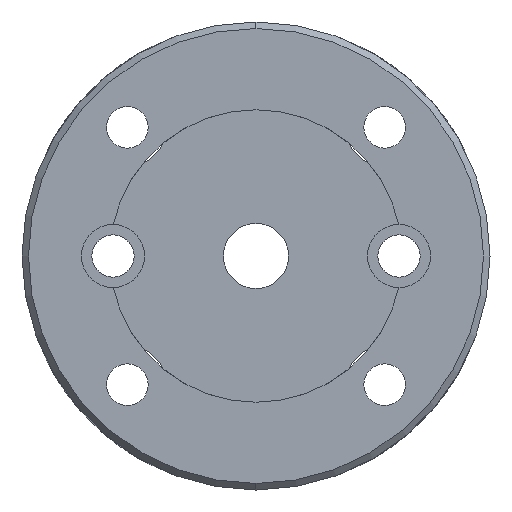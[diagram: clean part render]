
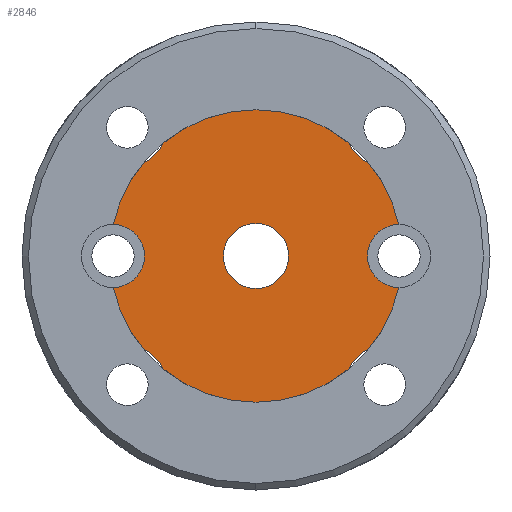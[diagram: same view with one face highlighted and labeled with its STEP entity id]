
A CAD part, left-side view. The second image highlights one B-rep face of the part: STEP entity #2846.
In plain terms, the highlighted planar face has unit normal (-1, 0, 0).
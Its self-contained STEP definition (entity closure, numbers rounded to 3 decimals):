
#16 = CIRCLE ( 'NONE', #3134, 11.25 ) ;
#82 = CARTESIAN_POINT ( 'NONE',  ( -6.3, -10.986, -2.425 ) ) ;
#163 = ORIENTED_EDGE ( 'NONE', *, *, #2803, .F. ) ;
#180 = CIRCLE ( 'NONE', #1376, 2.425 ) ;
#216 = ORIENTED_EDGE ( 'NONE', *, *, #2123, .T. ) ;
#317 = VERTEX_POINT ( 'NONE', #2285 ) ;
#368 = CIRCLE ( 'NONE', #559, 3. ) ;
#372 = CARTESIAN_POINT ( 'NONE',  ( -6.3, 11., 0. ) ) ;
#403 = CARTESIAN_POINT ( 'NONE',  ( -6.3, -8.678, -7.16 ) ) ;
#419 = CARTESIAN_POINT ( 'NONE',  ( -6.3, -10.986, 2.425 ) ) ;
#446 = CARTESIAN_POINT ( 'NONE',  ( -6.3, 0., 11.25 ) ) ;
#460 = CIRCLE ( 'NONE', #3292, 11.25 ) ;
#487 = CARTESIAN_POINT ( 'NONE',  ( -6.3, -7.16, -8.678 ) ) ;
#514 = ORIENTED_EDGE ( 'NONE', *, *, #970, .T. ) ;
#536 = AXIS2_PLACEMENT_3D ( 'NONE', #1021, #3004, #1313 ) ;
#559 = AXIS2_PLACEMENT_3D ( 'NONE', #2065, #2083, #2087 ) ;
#589 = EDGE_CURVE ( 'NONE', #1093, #3444, #1931, .T. ) ;
#658 = DIRECTION ( 'NONE',  ( 0., 0., -1. ) ) ;
#667 = FACE_OUTER_BOUND ( 'NONE', #1003, .T. ) ;
#694 = ORIENTED_EDGE ( 'NONE', *, *, #589, .T. ) ;
#703 = VERTEX_POINT ( 'NONE', #403 ) ;
#775 = VERTEX_POINT ( 'NONE', #3273 ) ;
#790 = EDGE_LOOP ( 'NONE', ( #2632, #163 ) ) ;
#825 = CARTESIAN_POINT ( 'NONE',  ( -6.3, 0., 0. ) ) ;
#829 = ORIENTED_EDGE ( 'NONE', *, *, #1044, .T. ) ;
#832 = AXIS2_PLACEMENT_3D ( 'NONE', #2722, #1015, #2994 ) ;
#834 = DIRECTION ( 'NONE',  ( -1., 0., 0. ) ) ;
#839 = DIRECTION ( 'NONE',  ( 0., 0., 1. ) ) ;
#929 = CARTESIAN_POINT ( 'NONE',  ( -6.3, 0., 0. ) ) ;
#932 = DIRECTION ( 'NONE',  ( -1., 0., 0. ) ) ;
#947 = DIRECTION ( 'NONE',  ( 0., 0., 1. ) ) ;
#970 = EDGE_CURVE ( 'NONE', #775, #2166, #1973, .T. ) ;
#977 = ORIENTED_EDGE ( 'NONE', *, *, #2119, .T. ) ;
#1003 = EDGE_LOOP ( 'NONE', ( #977, #694, #1733, #1645, #829, #1090, #3269, #216, #3526, #3194, #514, #2328, #2878 ) ) ;
#1015 = DIRECTION ( 'NONE',  ( -1., 0., 0. ) ) ;
#1021 = CARTESIAN_POINT ( 'NONE',  ( -6.3, -9.899, -9.899 ) ) ;
#1044 = EDGE_CURVE ( 'NONE', #3614, #3467, #460, .T. ) ;
#1069 = CARTESIAN_POINT ( 'NONE',  ( -6.3, 0., -2.5 ) ) ;
#1090 = ORIENTED_EDGE ( 'NONE', *, *, #1314, .T. ) ;
#1093 = VERTEX_POINT ( 'NONE', #82 ) ;
#1156 = CARTESIAN_POINT ( 'NONE',  ( -6.3, 9.899, -9.899 ) ) ;
#1164 = CARTESIAN_POINT ( 'NONE',  ( -6.3, 10.986, -2.425 ) ) ;
#1313 = DIRECTION ( 'NONE',  ( 0., 0., -1. ) ) ;
#1314 = EDGE_CURVE ( 'NONE', #3467, #2173, #16, .T. ) ;
#1333 = AXIS2_PLACEMENT_3D ( 'NONE', #2196, #2298, #2325 ) ;
#1339 = PLANE ( 'NONE',  #2376 ) ;
#1349 = DIRECTION ( 'NONE',  ( -1., 0., 0. ) ) ;
#1351 = AXIS2_PLACEMENT_3D ( 'NONE', #825, #834, #839 ) ;
#1376 = AXIS2_PLACEMENT_3D ( 'NONE', #372, #2374, #658 ) ;
#1429 = EDGE_CURVE ( 'NONE', #3571, #3612, #2430, .T. ) ;
#1443 = DIRECTION ( 'NONE',  ( 0., 0., -1. ) ) ;
#1444 = EDGE_CURVE ( 'NONE', #3230, #775, #1490, .T. ) ;
#1490 = CIRCLE ( 'NONE', #1741, 11.25 ) ;
#1494 = CARTESIAN_POINT ( 'NONE',  ( -6.3, 0., 0. ) ) ;
#1507 = DIRECTION ( 'NONE',  ( -1., 0., 0. ) ) ;
#1511 = DIRECTION ( 'NONE',  ( 0., 0., 1. ) ) ;
#1553 = EDGE_CURVE ( 'NONE', #2166, #2497, #2818, .T. ) ;
#1573 = CIRCLE ( 'NONE', #2602, 11.25 ) ;
#1625 = DIRECTION ( 'NONE',  ( 1., 0., 0. ) ) ;
#1636 = CARTESIAN_POINT ( 'NONE',  ( -6.3, -7.16, 8.678 ) ) ;
#1645 = ORIENTED_EDGE ( 'NONE', *, *, #1660, .T. ) ;
#1660 = EDGE_CURVE ( 'NONE', #3532, #3614, #368, .T. ) ;
#1733 = ORIENTED_EDGE ( 'NONE', *, *, #2471, .T. ) ;
#1741 = AXIS2_PLACEMENT_3D ( 'NONE', #929, #932, #947 ) ;
#1886 = CARTESIAN_POINT ( 'NONE',  ( -6.3, 0., 2.5 ) ) ;
#1889 = CARTESIAN_POINT ( 'NONE',  ( -6.3, 0., -2.5 ) ) ;
#1899 = VERTEX_POINT ( 'NONE', #3218 ) ;
#1931 = CIRCLE ( 'NONE', #2988, 2.425 ) ;
#1973 = CIRCLE ( 'NONE', #2915, 3. ) ;
#2022 = EDGE_CURVE ( 'NONE', #2173, #317, #2375, .T. ) ;
#2063 = DIRECTION ( 'NONE',  ( 1., 0., 0. ) ) ;
#2065 = CARTESIAN_POINT ( 'NONE',  ( -6.3, -9.899, 9.899 ) ) ;
#2083 = DIRECTION ( 'NONE',  ( 1., 0., 0. ) ) ;
#2087 = DIRECTION ( 'NONE',  ( 0., 0., -1. ) ) ;
#2104 = FACE_BOUND ( 'NONE', #790, .T. ) ;
#2119 = EDGE_CURVE ( 'NONE', #703, #1093, #2288, .T. ) ;
#2123 = EDGE_CURVE ( 'NONE', #317, #1899, #3211, .T. ) ;
#2152 = DIRECTION ( 'NONE',  ( -1., 0., 0. ) ) ;
#2166 = VERTEX_POINT ( 'NONE', #2897 ) ;
#2170 = CARTESIAN_POINT ( 'NONE',  ( -6.3, -8.678, 7.16 ) ) ;
#2173 = VERTEX_POINT ( 'NONE', #2893 ) ;
#2189 = CIRCLE ( 'NONE', #536, 3. ) ;
#2192 = CIRCLE ( 'NONE', #832, 2.5 ) ;
#2196 = CARTESIAN_POINT ( 'NONE',  ( -6.3, 9.899, 9.899 ) ) ;
#2285 = CARTESIAN_POINT ( 'NONE',  ( -6.3, 8.678, 7.16 ) ) ;
#2288 = CIRCLE ( 'NONE', #2849, 11.25 ) ;
#2298 = DIRECTION ( 'NONE',  ( 1., 0., 0. ) ) ;
#2325 = DIRECTION ( 'NONE',  ( 0., 0., -1. ) ) ;
#2328 = ORIENTED_EDGE ( 'NONE', *, *, #1553, .T. ) ;
#2374 = DIRECTION ( 'NONE',  ( 1., 0., 0. ) ) ;
#2375 = CIRCLE ( 'NONE', #1333, 3. ) ;
#2376 = AXIS2_PLACEMENT_3D ( 'NONE', #1889, #1625, #3591 ) ;
#2430 = CIRCLE ( 'NONE', #1351, 2.5 ) ;
#2471 = EDGE_CURVE ( 'NONE', #3444, #3532, #1573, .T. ) ;
#2497 = VERTEX_POINT ( 'NONE', #487 ) ;
#2528 = DIRECTION ( 'NONE',  ( 0., 0., -1. ) ) ;
#2565 = CARTESIAN_POINT ( 'NONE',  ( -6.3, -11., 0. ) ) ;
#2602 = AXIS2_PLACEMENT_3D ( 'NONE', #3046, #1349, #3326 ) ;
#2632 = ORIENTED_EDGE ( 'NONE', *, *, #1429, .F. ) ;
#2650 = EDGE_CURVE ( 'NONE', #1899, #3230, #180, .T. ) ;
#2722 = CARTESIAN_POINT ( 'NONE',  ( -6.3, 0., 0. ) ) ;
#2785 = CARTESIAN_POINT ( 'NONE',  ( -6.3, 0., 0. ) ) ;
#2803 = EDGE_CURVE ( 'NONE', #3612, #3571, #2192, .T. ) ;
#2818 = CIRCLE ( 'NONE', #3061, 11.25 ) ;
#2845 = DIRECTION ( 'NONE',  ( -1., 0., 0. ) ) ;
#2846 = ADVANCED_FACE ( 'NONE', ( #2104, #667 ), #1339, .F. ) ;
#2849 = AXIS2_PLACEMENT_3D ( 'NONE', #2907, #2152, #3001 ) ;
#2878 = ORIENTED_EDGE ( 'NONE', *, *, #3503, .T. ) ;
#2893 = CARTESIAN_POINT ( 'NONE',  ( -6.3, 7.16, 8.678 ) ) ;
#2897 = CARTESIAN_POINT ( 'NONE',  ( -6.3, 7.16, -8.678 ) ) ;
#2907 = CARTESIAN_POINT ( 'NONE',  ( -6.3, 0., 0. ) ) ;
#2915 = AXIS2_PLACEMENT_3D ( 'NONE', #1156, #3139, #1443 ) ;
#2988 = AXIS2_PLACEMENT_3D ( 'NONE', #2565, #2063, #2528 ) ;
#2992 = DIRECTION ( 'NONE',  ( 0., 0., 1. ) ) ;
#2994 = DIRECTION ( 'NONE',  ( 0., 0., 1. ) ) ;
#3001 = DIRECTION ( 'NONE',  ( 0., 0., 1. ) ) ;
#3004 = DIRECTION ( 'NONE',  ( 1., 0., 0. ) ) ;
#3015 = CARTESIAN_POINT ( 'NONE',  ( -6.3, 0., 0. ) ) ;
#3032 = AXIS2_PLACEMENT_3D ( 'NONE', #3015, #3041, #3037 ) ;
#3037 = DIRECTION ( 'NONE',  ( 0., 0., 1. ) ) ;
#3041 = DIRECTION ( 'NONE',  ( -1., 0., 0. ) ) ;
#3046 = CARTESIAN_POINT ( 'NONE',  ( -6.3, 0., 0. ) ) ;
#3061 = AXIS2_PLACEMENT_3D ( 'NONE', #1494, #1507, #1511 ) ;
#3134 = AXIS2_PLACEMENT_3D ( 'NONE', #3426, #3494, #3430 ) ;
#3139 = DIRECTION ( 'NONE',  ( 1., 0., 0. ) ) ;
#3194 = ORIENTED_EDGE ( 'NONE', *, *, #1444, .T. ) ;
#3211 = CIRCLE ( 'NONE', #3032, 11.25 ) ;
#3218 = CARTESIAN_POINT ( 'NONE',  ( -6.3, 10.986, 2.425 ) ) ;
#3230 = VERTEX_POINT ( 'NONE', #1164 ) ;
#3269 = ORIENTED_EDGE ( 'NONE', *, *, #2022, .T. ) ;
#3273 = CARTESIAN_POINT ( 'NONE',  ( -6.3, 8.678, -7.16 ) ) ;
#3292 = AXIS2_PLACEMENT_3D ( 'NONE', #2785, #2845, #2992 ) ;
#3326 = DIRECTION ( 'NONE',  ( 0., 0., 1. ) ) ;
#3426 = CARTESIAN_POINT ( 'NONE',  ( -6.3, 0., 0. ) ) ;
#3430 = DIRECTION ( 'NONE',  ( 0., 0., 1. ) ) ;
#3444 = VERTEX_POINT ( 'NONE', #419 ) ;
#3467 = VERTEX_POINT ( 'NONE', #446 ) ;
#3494 = DIRECTION ( 'NONE',  ( -1., 0., 0. ) ) ;
#3503 = EDGE_CURVE ( 'NONE', #2497, #703, #2189, .T. ) ;
#3526 = ORIENTED_EDGE ( 'NONE', *, *, #2650, .T. ) ;
#3532 = VERTEX_POINT ( 'NONE', #2170 ) ;
#3571 = VERTEX_POINT ( 'NONE', #1886 ) ;
#3591 = DIRECTION ( 'NONE',  ( 0., 0., -1. ) ) ;
#3612 = VERTEX_POINT ( 'NONE', #1069 ) ;
#3614 = VERTEX_POINT ( 'NONE', #1636 ) ;
